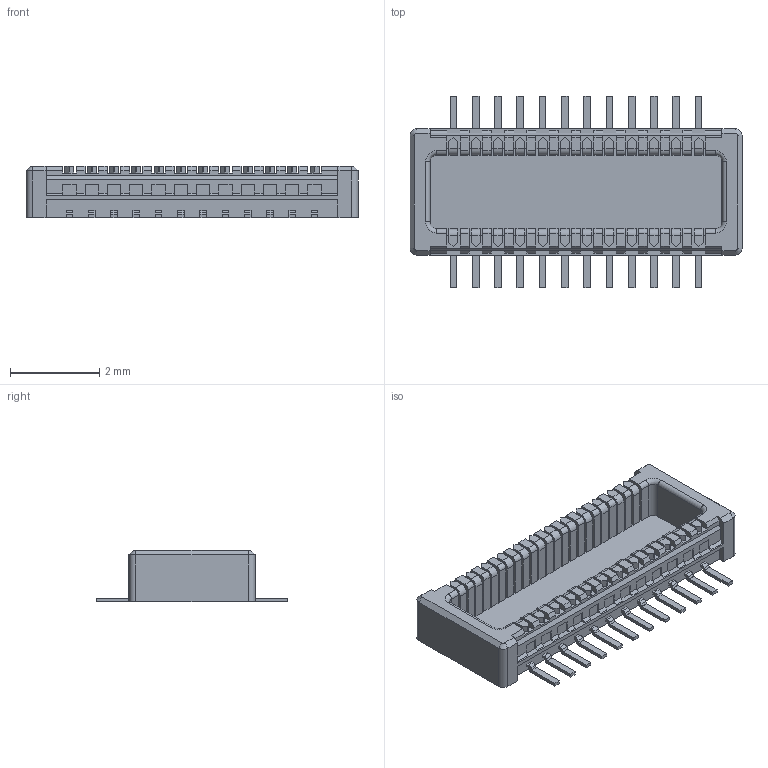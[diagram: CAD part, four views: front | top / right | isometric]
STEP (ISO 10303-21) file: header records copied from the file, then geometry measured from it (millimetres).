
FILE_DESCRIPTION(/* description */ ('model of Molex_SlimStack_Plug_2x12_Pitch0.5mm_55560-0241'),/* implementation_level */ '2;1');
FILE_NAME(/* name */ 'Molex_SlimStack_Plug_2x12_Pitch0.5mm_55560-0241.step',/* time_stamp */ '2017-04-21T16:02:26',/* author */ ('Ray Benitez',''),/* organization */ (''),/* preprocessor_version */ '',/* originating_system */ '',/* authorisation */ '');
FILE_SCHEMA(('AUTOMOTIVE_DESIGN_CC2 { 1 2 10303 214 -1 1 5 4 }'));
Length unit declared in the file: millimetre
Products named in the file (1): molex_55560_2x12
Bounding box: 7.45 x 4.3 x 1.15 mm (x, y, z)
Volume: 11.8 mm3; surface area: 106.1 mm2
Topology: 1 solids, 1 shells, 900 faces, 2702 edges, 1828 vertices
Faces by surface type: plane 736, cylinder 156, cone 4, torus 4
Entity records: 36459 total; most frequent: CARTESIAN_POINT 5431, ORIENTED_EDGE 5404, DIRECTION 4824, EDGE_CURVE 2702, LINE 2382, VECTOR 2382, VERTEX_POINT 1828, AXIS2_PLACEMENT_3D 1221
